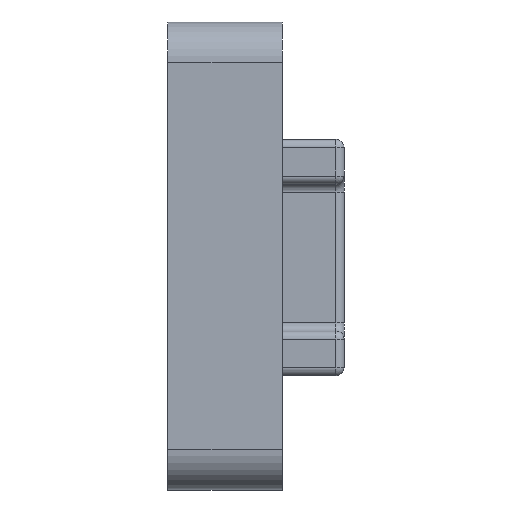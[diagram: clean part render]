
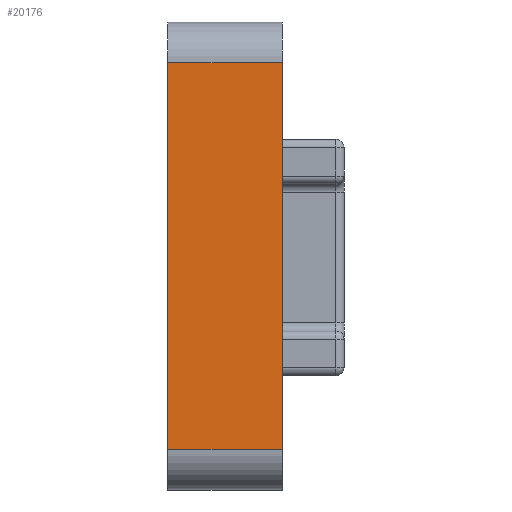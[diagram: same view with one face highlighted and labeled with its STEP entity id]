
A CAD part, front view. The second image highlights one B-rep face of the part: STEP entity #20176.
In plain terms, the highlighted planar face has unit normal (0, -1, 0).
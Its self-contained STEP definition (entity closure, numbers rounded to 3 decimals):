
#919 = VECTOR ( 'NONE', #17752, 1000. ) ;
#1781 = EDGE_CURVE ( 'NONE', #12688, #16814, #12158, .T. ) ;
#3586 = ORIENTED_EDGE ( 'NONE', *, *, #8092, .T. ) ;
#3726 = VECTOR ( 'NONE', #9664, 1000. ) ;
#4518 = CARTESIAN_POINT ( 'NONE',  ( 3.5, -18.65, -11.85 ) ) ;
#4731 = EDGE_LOOP ( 'NONE', ( #17807, #3586, #16337, #14719 ) ) ;
#5218 = EDGE_CURVE ( 'NONE', #13816, #12688, #6095, .T. ) ;
#6095 = LINE ( 'NONE', #15057, #22352 ) ;
#7404 = PLANE ( 'NONE',  #12385 ) ;
#8092 = EDGE_CURVE ( 'NONE', #16814, #19333, #21475, .T. ) ;
#8133 = DIRECTION ( 'NONE',  ( -1., 0., 0. ) ) ;
#9136 = DIRECTION ( 'NONE',  ( 0., 1., 0. ) ) ;
#9664 = DIRECTION ( 'NONE',  ( 0., 0., -1. ) ) ;
#9796 = LINE ( 'NONE', #16150, #919 ) ;
#11634 = CARTESIAN_POINT ( 'NONE',  ( -3.5, -18.65, 11.85 ) ) ;
#12091 = CARTESIAN_POINT ( 'NONE',  ( 3.5, -18.65, 11.85 ) ) ;
#12158 = LINE ( 'NONE', #18415, #3726 ) ;
#12385 = AXIS2_PLACEMENT_3D ( 'NONE', #16137, #9136, #21281 ) ;
#12688 = VERTEX_POINT ( 'NONE', #11634 ) ;
#13816 = VERTEX_POINT ( 'NONE', #12091 ) ;
#14719 = ORIENTED_EDGE ( 'NONE', *, *, #5218, .T. ) ;
#15057 = CARTESIAN_POINT ( 'NONE',  ( 3.5, -18.65, 11.85 ) ) ;
#15318 = CARTESIAN_POINT ( 'NONE',  ( -3.5, -18.65, -11.85 ) ) ;
#15757 = FACE_OUTER_BOUND ( 'NONE', #4731, .T. ) ;
#16137 = CARTESIAN_POINT ( 'NONE',  ( 3.5, -18.65, 14.35 ) ) ;
#16150 = CARTESIAN_POINT ( 'NONE',  ( 3.5, -18.65, 14.35 ) ) ;
#16337 = ORIENTED_EDGE ( 'NONE', *, *, #18840, .F. ) ;
#16814 = VERTEX_POINT ( 'NONE', #15318 ) ;
#17121 = VECTOR ( 'NONE', #18777, 1000. ) ;
#17752 = DIRECTION ( 'NONE',  ( 0., 0., -1. ) ) ;
#17807 = ORIENTED_EDGE ( 'NONE', *, *, #1781, .T. ) ;
#18415 = CARTESIAN_POINT ( 'NONE',  ( -3.5, -18.65, 14.35 ) ) ;
#18699 = CARTESIAN_POINT ( 'NONE',  ( 3.5, -18.65, -11.85 ) ) ;
#18777 = DIRECTION ( 'NONE',  ( 1., 0., 0. ) ) ;
#18840 = EDGE_CURVE ( 'NONE', #13816, #19333, #9796, .T. ) ;
#19333 = VERTEX_POINT ( 'NONE', #4518 ) ;
#20176 = ADVANCED_FACE ( 'NONE', ( #15757 ), #7404, .F. ) ;
#21281 = DIRECTION ( 'NONE',  ( 0., 0., 1. ) ) ;
#21475 = LINE ( 'NONE', #18699, #17121 ) ;
#22352 = VECTOR ( 'NONE', #8133, 1000. ) ;
